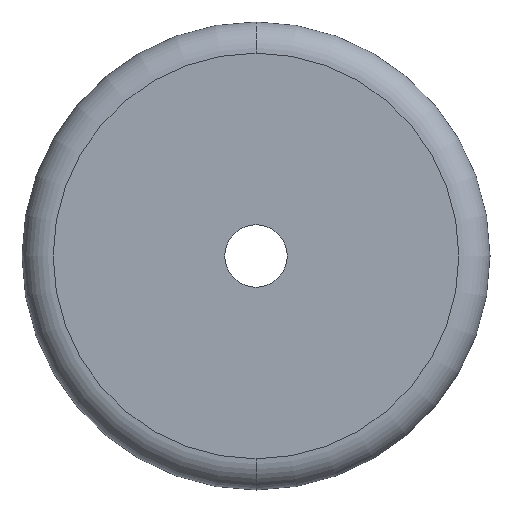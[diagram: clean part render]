
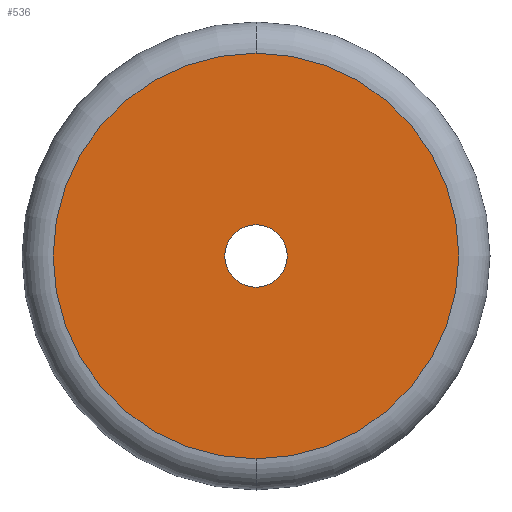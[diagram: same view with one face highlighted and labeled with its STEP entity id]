
A CAD part, front view. The second image highlights one B-rep face of the part: STEP entity #536.
In plain terms, the highlighted planar face has unit normal (0, -1, 0).
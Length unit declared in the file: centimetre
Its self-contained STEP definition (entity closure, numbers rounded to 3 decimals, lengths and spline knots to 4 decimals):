
#8 = VERTEX_POINT ( 'NONE', #256 ) ;
#11 = CARTESIAN_POINT ( 'NONE',  ( 0., 0., 0. ) ) ;
#13 = AXIS2_PLACEMENT_3D ( 'NONE', #319, #221, #92 ) ;
#17 = PLANE ( 'NONE',  #539 ) ;
#43 = DIRECTION ( 'NONE',  ( 0., 0., 1. ) ) ;
#68 = EDGE_LOOP ( 'NONE', ( #258, #384 ) ) ;
#83 = EDGE_CURVE ( 'NONE', #149, #527, #196, .T. ) ;
#92 = DIRECTION ( 'NONE',  ( 0., 0., 1. ) ) ;
#106 = CARTESIAN_POINT ( 'NONE',  ( 0., 0., 1. ) ) ;
#108 = ORIENTED_EDGE ( 'NONE', *, *, #83, .T. ) ;
#116 = EDGE_CURVE ( 'NONE', #565, #8, #338, .T. ) ;
#130 = DIRECTION ( 'NONE',  ( 0., -1., 0. ) ) ;
#132 = DIRECTION ( 'NONE',  ( 0., 1., 0. ) ) ;
#133 = DIRECTION ( 'NONE',  ( 0., -1., 0. ) ) ;
#143 = EDGE_LOOP ( 'NONE', ( #435, #108 ) ) ;
#149 = VERTEX_POINT ( 'NONE', #320 ) ;
#150 = DIRECTION ( 'NONE',  ( 0., 0., 1. ) ) ;
#177 = CIRCLE ( 'NONE', #260, 6.5 ) ;
#196 = CIRCLE ( 'NONE', #471, 1. ) ;
#212 = CARTESIAN_POINT ( 'NONE',  ( 0., 0., 0. ) ) ;
#221 = DIRECTION ( 'NONE',  ( 0., 1., 0. ) ) ;
#239 = AXIS2_PLACEMENT_3D ( 'NONE', #534, #130, #355 ) ;
#245 = FACE_OUTER_BOUND ( 'NONE', #68, .T. ) ;
#256 = CARTESIAN_POINT ( 'NONE',  ( 0., 0., -6.5 ) ) ;
#258 = ORIENTED_EDGE ( 'NONE', *, *, #116, .T. ) ;
#260 = AXIS2_PLACEMENT_3D ( 'NONE', #502, #133, #455 ) ;
#319 = CARTESIAN_POINT ( 'NONE',  ( 0., 0., 0. ) ) ;
#320 = CARTESIAN_POINT ( 'NONE',  ( 0., 0., -1. ) ) ;
#338 = CIRCLE ( 'NONE', #239, 6.5 ) ;
#355 = DIRECTION ( 'NONE',  ( 0., 0., 1. ) ) ;
#361 = EDGE_CURVE ( 'NONE', #527, #149, #379, .T. ) ;
#379 = CIRCLE ( 'NONE', #13, 1. ) ;
#384 = ORIENTED_EDGE ( 'NONE', *, *, #581, .T. ) ;
#435 = ORIENTED_EDGE ( 'NONE', *, *, #361, .T. ) ;
#455 = DIRECTION ( 'NONE',  ( 0., 0., 1. ) ) ;
#458 = CARTESIAN_POINT ( 'NONE',  ( 0., 0., 6.5 ) ) ;
#471 = AXIS2_PLACEMENT_3D ( 'NONE', #212, #132, #43 ) ;
#502 = CARTESIAN_POINT ( 'NONE',  ( 0., 0., 0. ) ) ;
#514 = FACE_BOUND ( 'NONE', #143, .T. ) ;
#527 = VERTEX_POINT ( 'NONE', #106 ) ;
#534 = CARTESIAN_POINT ( 'NONE',  ( 0., 0., 0. ) ) ;
#536 = ADVANCED_FACE ( 'NONE', ( #245, #514 ), #17, .F. ) ;
#539 = AXIS2_PLACEMENT_3D ( 'NONE', #11, #554, #150 ) ;
#554 = DIRECTION ( 'NONE',  ( 0., 1., 0. ) ) ;
#565 = VERTEX_POINT ( 'NONE', #458 ) ;
#581 = EDGE_CURVE ( 'NONE', #8, #565, #177, .T. ) ;
